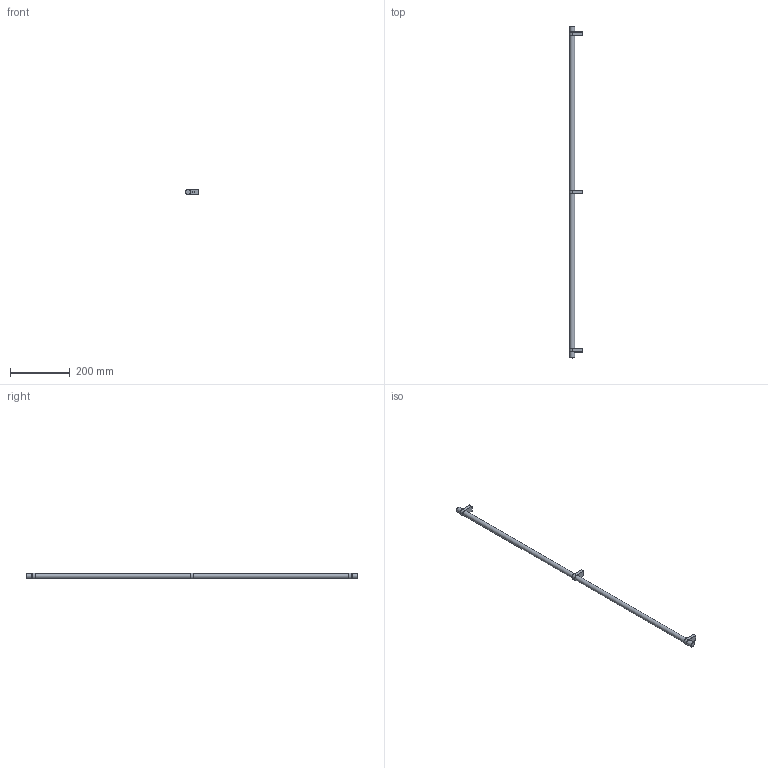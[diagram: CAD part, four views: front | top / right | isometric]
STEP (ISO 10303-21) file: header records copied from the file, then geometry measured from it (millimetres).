
FILE_DESCRIPTION(/* description */ (''),/* implementation_level */ '2;1');
FILE_NAME(/* name */ '0657_1056_00.stp',/* time_stamp */ '2024-01-03T09:34:08+01:00',/* author */ ('jferrer'),/* organization */ (''),/* preprocessor_version */ 'ST-DEVELOPER v18.1',/* originating_system */ 'Autodesk Inventor 2022',/* authorisation */ '');
FILE_SCHEMA (('CONFIG_CONTROL_DESIGN'));
Length unit declared in the file: millimetre
Products named in the file (4): 0657_1056_00; 0657_1056_bar_00; 0657_foot_01; 0634_SCREW M-F_00
Assembly tree (7 placements, depth 2):
  0657_1056_00
    0657_1056_bar_00
    0657_foot_01  x3
    0634_SCREW M-F_00  x3
Bounding box: 44.98 x 1108 x 20 mm (x, y, z)
Volume: 259198.4 mm3; surface area: 71814.1 mm2
Topology: 7 solids, 7 shells, 110 faces, 273 edges, 177 vertices
Faces by surface type: plane 47, cylinder 34, cone 18, bspline 9, torus 2
Full cylindrical faces by diameter (mm): 3.242 x6, 4 x3, 4.5 x3, 6 x3, 6.5 x3, 16.5 x1, 16.6 x3
Entity records: 1812 total; most frequent: CARTESIAN_POINT 564, DIRECTION 243, ORIENTED_EDGE 222, EDGE_CURVE 111, AXIS2_PLACEMENT_3D 97, VERTEX_POINT 73, EDGE_LOOP 52, LINE 49
